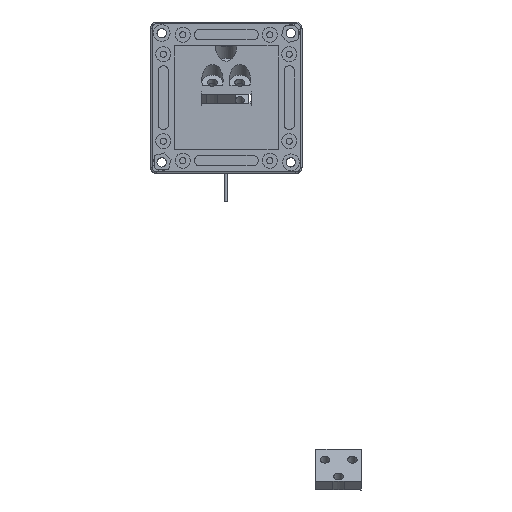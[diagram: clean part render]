
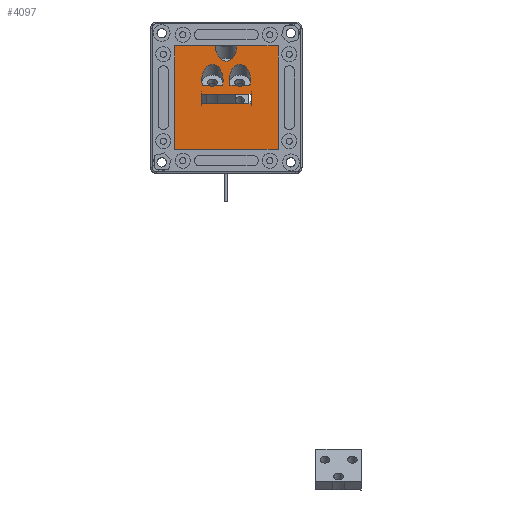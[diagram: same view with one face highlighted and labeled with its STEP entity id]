
A CAD part, top view. The second image highlights one B-rep face of the part: STEP entity #4097.
In plain terms, the highlighted face is planar.
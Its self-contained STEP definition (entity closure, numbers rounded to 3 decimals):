
#20=ELLIPSE('',#4569,2.263,1.6);
#21=ELLIPSE('',#4571,4.95,3.5);
#22=ELLIPSE('',#4576,4.95,3.5);
#23=ELLIPSE('',#4583,2.263,1.6);
#24=ELLIPSE('',#4585,4.95,3.5);
#232=FACE_BOUND('',#872,.T.);
#233=FACE_BOUND('',#873,.T.);
#234=FACE_BOUND('',#874,.T.);
#235=FACE_BOUND('',#875,.T.);
#598=FACE_OUTER_BOUND('',#871,.T.);
#871=EDGE_LOOP('',(#3590,#3591,#3592,#3593,#3594,#3595,#3596,#3597,#3598,
#3599,#3600,#3601,#3602,#3603,#3604,#3605));
#872=EDGE_LOOP('',(#3606,#3607,#3608,#3609));
#873=EDGE_LOOP('',(#3610,#3611,#3612,#3613));
#874=EDGE_LOOP('',(#3614));
#875=EDGE_LOOP('',(#3615,#3616,#3617,#3618));
#1167=LINE('',#6665,#1547);
#1173=LINE('',#6677,#1553);
#1176=LINE('',#6683,#1556);
#1180=LINE('',#6713,#1560);
#1206=LINE('',#6838,#1586);
#1209=LINE('',#6845,#1589);
#1212=LINE('',#6851,#1592);
#1221=LINE('',#7077,#1601);
#1222=LINE('',#7081,#1602);
#1226=LINE('',#7114,#1606);
#1227=LINE('',#7118,#1607);
#1232=LINE('',#7135,#1612);
#1234=LINE('',#7139,#1614);
#1236=LINE('',#7143,#1616);
#1238=LINE('',#7147,#1618);
#1240=LINE('',#7151,#1620);
#1242=LINE('',#7155,#1622);
#1244=LINE('',#7159,#1624);
#1246=LINE('',#7163,#1626);
#1248=LINE('',#7167,#1628);
#1250=LINE('',#7171,#1630);
#1252=LINE('',#7175,#1632);
#1254=LINE('',#7179,#1634);
#1255=LINE('',#7181,#1635);
#1547=VECTOR('',#5482,10.);
#1553=VECTOR('',#5490,10.);
#1556=VECTOR('',#5495,10.);
#1560=VECTOR('',#5507,10.);
#1586=VECTOR('',#5543,10.);
#1589=VECTOR('',#5550,10.);
#1592=VECTOR('',#5555,10.);
#1601=VECTOR('',#5602,10.);
#1602=VECTOR('',#5605,10.);
#1606=VECTOR('',#5635,10.);
#1607=VECTOR('',#5638,10.);
#1612=VECTOR('',#5663,10.);
#1614=VECTOR('',#5667,10.);
#1616=VECTOR('',#5671,10.);
#1618=VECTOR('',#5675,10.);
#1620=VECTOR('',#5679,10.);
#1622=VECTOR('',#5683,10.);
#1624=VECTOR('',#5687,10.);
#1626=VECTOR('',#5691,10.);
#1628=VECTOR('',#5695,10.);
#1630=VECTOR('',#5699,10.);
#1632=VECTOR('',#5703,10.);
#1634=VECTOR('',#5707,10.);
#1635=VECTOR('',#5710,10.);
#1921=VERTEX_POINT('',#6663);
#1922=VERTEX_POINT('',#6664);
#1927=VERTEX_POINT('',#6676);
#1929=VERTEX_POINT('',#6682);
#1956=VERTEX_POINT('',#6835);
#1957=VERTEX_POINT('',#6837);
#1959=VERTEX_POINT('',#6843);
#1961=VERTEX_POINT('',#6849);
#1981=VERTEX_POINT('',#7075);
#1982=VERTEX_POINT('',#7076);
#1983=VERTEX_POINT('',#7078);
#1984=VERTEX_POINT('',#7080);
#1988=VERTEX_POINT('',#7096);
#1989=VERTEX_POINT('',#7112);
#1990=VERTEX_POINT('',#7113);
#1991=VERTEX_POINT('',#7115);
#1992=VERTEX_POINT('',#7117);
#1994=VERTEX_POINT('',#7133);
#1995=VERTEX_POINT('',#7137);
#1996=VERTEX_POINT('',#7141);
#1997=VERTEX_POINT('',#7145);
#1998=VERTEX_POINT('',#7149);
#1999=VERTEX_POINT('',#7153);
#2000=VERTEX_POINT('',#7157);
#2001=VERTEX_POINT('',#7161);
#2002=VERTEX_POINT('',#7165);
#2003=VERTEX_POINT('',#7169);
#2004=VERTEX_POINT('',#7173);
#2005=VERTEX_POINT('',#7177);
#2421=EDGE_CURVE('',#1921,#1922,#1167,.T.);
#2427=EDGE_CURVE('',#1927,#1921,#1173,.T.);
#2430=EDGE_CURVE('',#1922,#1929,#1176,.T.);
#2438=EDGE_CURVE('',#1929,#1927,#1180,.T.);
#2465=EDGE_CURVE('',#1957,#1956,#1206,.T.);
#2469=EDGE_CURVE('',#1956,#1959,#1209,.T.);
#2472=EDGE_CURVE('',#1959,#1961,#1212,.T.);
#2501=EDGE_CURVE('',#1981,#1982,#1221,.T.);
#2503=EDGE_CURVE('',#1984,#1983,#1222,.T.);
#2506=EDGE_CURVE('',#1982,#1984,#20,.T.);
#2508=EDGE_CURVE('',#1983,#1981,#21,.T.);
#2511=EDGE_CURVE('',#1988,#1988,#22,.T.);
#2515=EDGE_CURVE('',#1989,#1990,#1226,.T.);
#2517=EDGE_CURVE('',#1992,#1991,#1227,.T.);
#2520=EDGE_CURVE('',#1990,#1992,#23,.T.);
#2522=EDGE_CURVE('',#1991,#1989,#24,.T.);
#2527=EDGE_CURVE('',#1961,#1994,#1232,.T.);
#2529=EDGE_CURVE('',#1994,#1995,#1234,.T.);
#2531=EDGE_CURVE('',#1995,#1996,#1236,.T.);
#2533=EDGE_CURVE('',#1996,#1997,#1238,.T.);
#2535=EDGE_CURVE('',#1997,#1998,#1240,.T.);
#2537=EDGE_CURVE('',#1998,#1999,#1242,.T.);
#2539=EDGE_CURVE('',#1999,#2000,#1244,.T.);
#2541=EDGE_CURVE('',#2000,#2001,#1246,.T.);
#2543=EDGE_CURVE('',#2001,#2002,#1248,.T.);
#2545=EDGE_CURVE('',#2002,#2003,#1250,.T.);
#2547=EDGE_CURVE('',#2003,#2004,#1252,.T.);
#2549=EDGE_CURVE('',#2004,#2005,#1254,.T.);
#2550=EDGE_CURVE('',#2005,#1957,#1255,.T.);
#3590=ORIENTED_EDGE('',*,*,#2537,.T.);
#3591=ORIENTED_EDGE('',*,*,#2539,.T.);
#3592=ORIENTED_EDGE('',*,*,#2541,.T.);
#3593=ORIENTED_EDGE('',*,*,#2543,.T.);
#3594=ORIENTED_EDGE('',*,*,#2545,.T.);
#3595=ORIENTED_EDGE('',*,*,#2547,.T.);
#3596=ORIENTED_EDGE('',*,*,#2549,.T.);
#3597=ORIENTED_EDGE('',*,*,#2550,.T.);
#3598=ORIENTED_EDGE('',*,*,#2465,.T.);
#3599=ORIENTED_EDGE('',*,*,#2469,.T.);
#3600=ORIENTED_EDGE('',*,*,#2472,.T.);
#3601=ORIENTED_EDGE('',*,*,#2527,.T.);
#3602=ORIENTED_EDGE('',*,*,#2529,.T.);
#3603=ORIENTED_EDGE('',*,*,#2531,.T.);
#3604=ORIENTED_EDGE('',*,*,#2533,.T.);
#3605=ORIENTED_EDGE('',*,*,#2535,.T.);
#3606=ORIENTED_EDGE('',*,*,#2430,.T.);
#3607=ORIENTED_EDGE('',*,*,#2438,.T.);
#3608=ORIENTED_EDGE('',*,*,#2427,.T.);
#3609=ORIENTED_EDGE('',*,*,#2421,.T.);
#3610=ORIENTED_EDGE('',*,*,#2503,.T.);
#3611=ORIENTED_EDGE('',*,*,#2508,.T.);
#3612=ORIENTED_EDGE('',*,*,#2501,.T.);
#3613=ORIENTED_EDGE('',*,*,#2506,.T.);
#3614=ORIENTED_EDGE('',*,*,#2511,.T.);
#3615=ORIENTED_EDGE('',*,*,#2517,.T.);
#3616=ORIENTED_EDGE('',*,*,#2522,.T.);
#3617=ORIENTED_EDGE('',*,*,#2515,.T.);
#3618=ORIENTED_EDGE('',*,*,#2520,.T.);
#3877=PLANE('',#4602);
#4097=ADVANCED_FACE('',(#598,#232,#233,#234,#235),#3877,.F.);
#4569=AXIS2_PLACEMENT_3D('',#7086,#5612,#5613);
#4571=AXIS2_PLACEMENT_3D('',#7089,#5617,#5618);
#4576=AXIS2_PLACEMENT_3D('',#7097,#5627,#5628);
#4583=AXIS2_PLACEMENT_3D('',#7123,#5645,#5646);
#4585=AXIS2_PLACEMENT_3D('',#7126,#5650,#5651);
#4602=AXIS2_PLACEMENT_3D('',#7182,#5711,#5712);
#5482=DIRECTION('',(0.,-1.,0.));
#5490=DIRECTION('',(-1.,0.,0.));
#5495=DIRECTION('',(1.,0.,0.));
#5507=DIRECTION('',(0.,1.,0.));
#5543=DIRECTION('',(-1.,0.,0.));
#5550=DIRECTION('',(0.,1.,0.));
#5555=DIRECTION('',(-0.707,0.707,0.));
#5602=DIRECTION('',(-1.,0.,0.));
#5605=DIRECTION('',(-1.,0.,0.));
#5612=DIRECTION('center_axis',(0.,0.,1.));
#5613=DIRECTION('ref_axis',(0.,1.,0.));
#5617=DIRECTION('center_axis',(0.,0.,1.));
#5618=DIRECTION('ref_axis',(0.,1.,0.));
#5627=DIRECTION('center_axis',(0.,0.,1.));
#5628=DIRECTION('ref_axis',(0.,1.,0.));
#5635=DIRECTION('',(-1.,0.,0.));
#5638=DIRECTION('',(-1.,0.,0.));
#5645=DIRECTION('center_axis',(0.,0.,1.));
#5646=DIRECTION('ref_axis',(0.,1.,0.));
#5650=DIRECTION('center_axis',(0.,0.,1.));
#5651=DIRECTION('ref_axis',(0.,1.,0.));
#5663=DIRECTION('',(-1.,0.,0.));
#5667=DIRECTION('',(0.,1.,0.));
#5671=DIRECTION('',(1.,0.,0.));
#5675=DIRECTION('',(0.707,0.707,0.));
#5679=DIRECTION('',(0.,1.,0.));
#5683=DIRECTION('',(1.,0.,0.));
#5687=DIRECTION('',(0.,-1.,0.));
#5691=DIRECTION('',(0.707,-0.707,0.));
#5695=DIRECTION('',(1.,0.,0.));
#5699=DIRECTION('',(0.,-1.,0.));
#5703=DIRECTION('',(-1.,0.,0.));
#5707=DIRECTION('',(-0.707,-0.707,0.));
#5710=DIRECTION('',(0.,-1.,0.));
#5711=DIRECTION('center_axis',(0.,0.,1.));
#5712=DIRECTION('ref_axis',(1.,0.,0.));
#6663=CARTESIAN_POINT('',(-8.266,1.964,0.));
#6664=CARTESIAN_POINT('',(-8.266,-1.221,0.));
#6665=CARTESIAN_POINT('',(-8.266,0.893,0.));
#6676=CARTESIAN_POINT('',(8.144,1.964,0.));
#6677=CARTESIAN_POINT('',(4.072,1.964,0.));
#6682=CARTESIAN_POINT('',(8.144,-1.221,0.));
#6683=CARTESIAN_POINT('',(-0.031,-1.221,0.));
#6713=CARTESIAN_POINT('',(8.144,-4.909,0.));
#6835=CARTESIAN_POINT('',(-16.9,-24.9,0.));
#6837=CARTESIAN_POINT('',(16.9,-24.9,0.));
#6838=CARTESIAN_POINT('',(16.9,-24.9,0.));
#6843=CARTESIAN_POINT('',(-16.9,-21.284,0.));
#6845=CARTESIAN_POINT('',(-16.9,-24.9,0.));
#6849=CARTESIAN_POINT('',(-21.284,-16.9,0.));
#6851=CARTESIAN_POINT('',(-16.9,-21.284,0.));
#7075=CARTESIAN_POINT('',(7.666,-4.05,0.));
#7076=CARTESIAN_POINT('',(5.289,-4.05,0.));
#7077=CARTESIAN_POINT('',(2.219,-4.05,0.));
#7078=CARTESIAN_POINT('',(1.211,-4.05,0.));
#7080=CARTESIAN_POINT('',(3.588,-4.05,0.));
#7081=CARTESIAN_POINT('',(2.219,-4.05,0.));
#7086=CARTESIAN_POINT('Origin',(4.439,-5.966,0.));
#7089=CARTESIAN_POINT('Origin',(4.439,-5.966,0.));
#7096=CARTESIAN_POINT('',(-3.561,-16.988,0.));
#7097=CARTESIAN_POINT('Origin',(-0.061,-16.988,0.));
#7112=CARTESIAN_POINT('',(-1.334,-4.05,0.));
#7113=CARTESIAN_POINT('',(-3.711,-4.05,0.));
#7114=CARTESIAN_POINT('',(-2.281,-4.05,0.));
#7115=CARTESIAN_POINT('',(-7.789,-4.05,0.));
#7117=CARTESIAN_POINT('',(-5.412,-4.05,0.));
#7118=CARTESIAN_POINT('',(-2.281,-4.05,0.));
#7123=CARTESIAN_POINT('Origin',(-4.561,-5.966,0.));
#7126=CARTESIAN_POINT('Origin',(-4.561,-5.966,0.));
#7133=CARTESIAN_POINT('',(-24.9,-16.9,0.));
#7135=CARTESIAN_POINT('',(-21.284,-16.9,0.));
#7137=CARTESIAN_POINT('',(-24.9,16.9,0.));
#7139=CARTESIAN_POINT('',(-24.9,-16.9,0.));
#7141=CARTESIAN_POINT('',(-21.284,16.9,0.));
#7143=CARTESIAN_POINT('',(-24.9,16.9,0.));
#7145=CARTESIAN_POINT('',(-16.9,21.284,0.));
#7147=CARTESIAN_POINT('',(-21.284,16.9,0.));
#7149=CARTESIAN_POINT('',(-16.9,24.9,0.));
#7151=CARTESIAN_POINT('',(-16.9,21.284,0.));
#7153=CARTESIAN_POINT('',(16.9,24.9,0.));
#7155=CARTESIAN_POINT('',(0.,24.9,0.));
#7157=CARTESIAN_POINT('',(16.9,21.284,0.));
#7159=CARTESIAN_POINT('',(16.9,24.9,0.));
#7161=CARTESIAN_POINT('',(21.284,16.9,0.));
#7163=CARTESIAN_POINT('',(16.9,21.284,0.));
#7165=CARTESIAN_POINT('',(24.9,16.9,0.));
#7167=CARTESIAN_POINT('',(21.284,16.9,0.));
#7169=CARTESIAN_POINT('',(24.9,-16.9,0.));
#7171=CARTESIAN_POINT('',(24.9,16.9,0.));
#7173=CARTESIAN_POINT('',(21.284,-16.9,0.));
#7175=CARTESIAN_POINT('',(24.9,-16.9,0.));
#7177=CARTESIAN_POINT('',(16.9,-21.284,0.));
#7179=CARTESIAN_POINT('',(21.284,-16.9,0.));
#7181=CARTESIAN_POINT('',(16.9,-21.284,0.));
#7182=CARTESIAN_POINT('Origin',(0.,0.,
0.));
